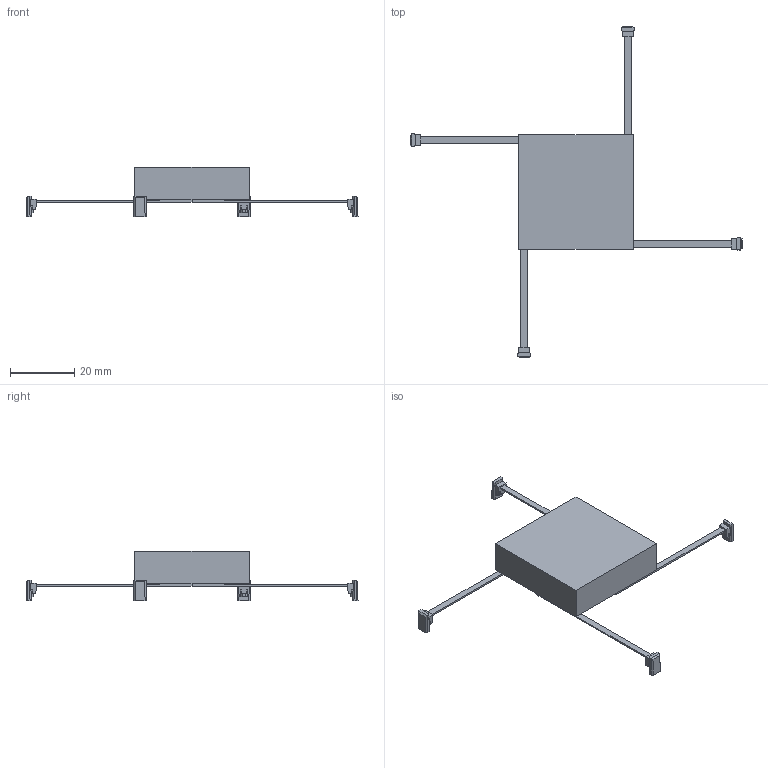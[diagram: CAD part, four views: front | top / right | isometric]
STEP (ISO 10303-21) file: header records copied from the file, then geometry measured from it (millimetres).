
FILE_DESCRIPTION(('FreeCAD Model'),'2;1');
FILE_NAME('Open CASCADE Shape Model','2024-12-10T00:38:01',('FreeCAD'),( 'FreeCAD'),'Open CASCADE STEP processor 7.7','FreeCAD','Unknown');
FILE_SCHEMA(('AUTOMOTIVE_DESIGN { 1 0 10303 214 1 1 1 1 }'));
Length unit declared in the file: millimetre
Products named in the file (1): Open CASCADE STEP translator 7.7 6
Bounding box: 103.4 x 103.4 x 15.5 mm (x, y, z)
Volume: 13093.6 mm3; surface area: 5192.5 mm2
Topology: 1 solids, 1 shells, 178 faces, 536 edges, 368 vertices
Faces by surface type: plane 102, bspline 76
Entity records: 5998 total; most frequent: CARTESIAN_POINT 1899, ORIENTED_EDGE 1072, EDGE_CURVE 536, DIRECTION 474, VERTEX_POINT 368, B_SPLINE_CURVE_WITH_KNOTS 268, LINE 268, VECTOR 268
